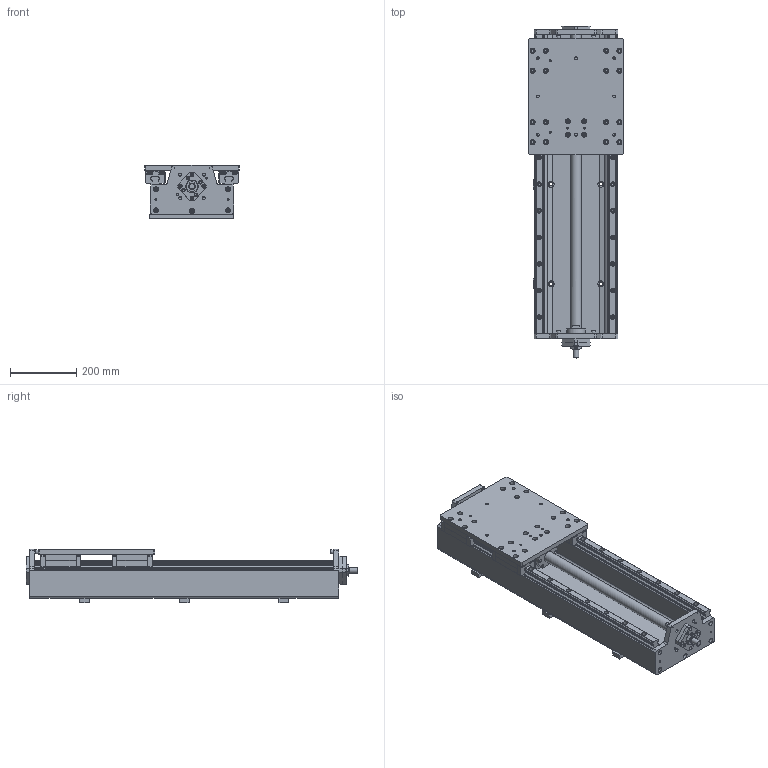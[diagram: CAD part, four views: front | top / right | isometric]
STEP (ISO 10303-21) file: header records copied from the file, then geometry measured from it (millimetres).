
FILE_DESCRIPTION((''),'2;1');
FILE_NAME('KK-HD-285-30-32XX-0900.stp','2009-03-22T20:26:48',('kurt'),(''),'Autodesk Inventor 2008','Autodesk Inventor 2008','');
FILE_SCHEMA(('AUTOMOTIVE_DESIGN { 1 0 10303 214 1 1 1 1 }'));
Length unit declared in the file: millimetre
Products named in the file (1): Part348
Bounding box: 285 x 999 x 160 mm (x, y, z)
Volume: 14595759.5 mm3; surface area: 1570687.7 mm2
Topology: 1 solids, 13 shells, 2431 faces, 6757 edges, 4487 vertices
Faces by surface type: plane 1633, cylinder 428, bspline 247, cone 107, torus 16
Full cylindrical faces by diameter (mm): 2.459 x4, 3 x4, 3.5 x4, 4 x1, 4.917 x8, 5.5 x4, 6 x14, 6.6 x8, 6.647 x42, 8 x20, 8.376 x8, 9 x62, 10 x4, 10.106 x6, 11 x12, 14 x22, 15 x34, 17 x1, 18 x6, 19 x1, 20 x4, 23 x1, 25 x1, 26 x1, 28.64 x4, 29.082 x2, 32 x1, 33.45 x1, 37 x2, 38.36 x4
Entity records: 82197 total; most frequent: CARTESIAN_POINT 19598, ORIENTED_EDGE 12490, DIRECTION 11494, EDGE_CURVE 6245, VECTOR 4510, LINE 4510, VERTEX_POINT 4361, AXIS2_PLACEMENT_3D 3492
